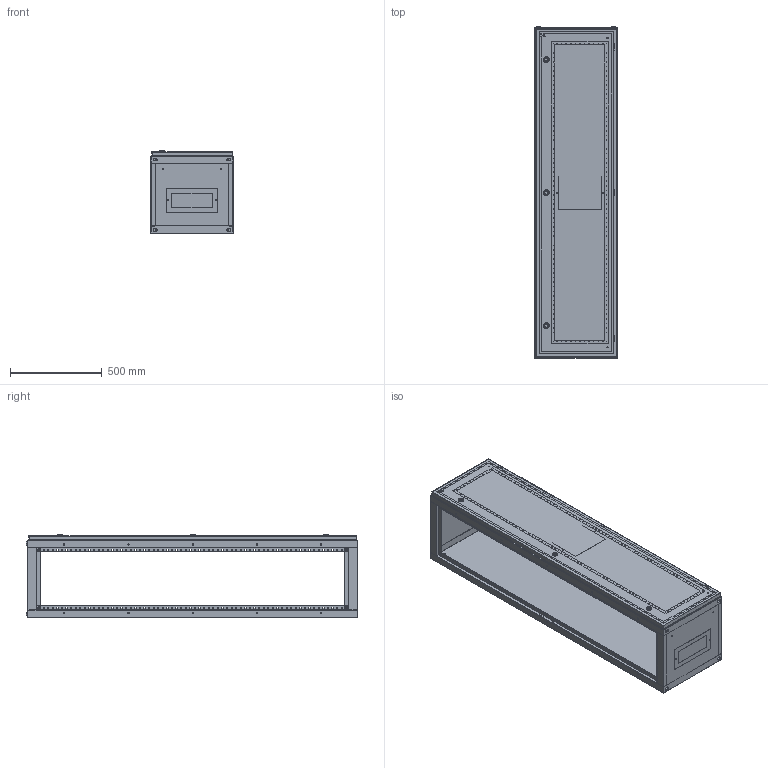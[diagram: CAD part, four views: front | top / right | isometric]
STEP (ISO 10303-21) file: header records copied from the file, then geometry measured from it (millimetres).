
FILE_DESCRIPTION (( 'STEP AP214' ), '1' );
FILE_NAME ('YKM50-1800-450-450-54 SMART Êîðïóñ ìåòàë. ñáîðíûé ÂÐÓ 1800õ450õ450 IP54 IEK.STEP', '2024-04-09T08:31:16', ( '' ), ( '' ), 'SwSTEP 2.0', 'SolidWorks 2022', '' );
FILE_SCHEMA (( 'AUTOMOTIVE_DESIGN' ));
Length unit declared in the file: millimetre
Products named in the file (3): Каркас ВРУ 1800х450х450 IP54; Дверь для ВРУ-1 1800х450 IP54; YKM50-1800-450-450-54 SMART Корпус метал. сборный ВРУ 1800х450х450 IP54 IEK
Assembly tree (2 placements, depth 2):
  YKM50-1800-450-450-54 SMART Корпус метал. сборный ВРУ 1800х450х450 IP54 IEK
    Каркас ВРУ 1800х450х450 IP54
    Дверь для ВРУ-1 1800х450 IP54
Bounding box: 450 x 1809.5 x 450.5 mm (x, y, z)
Volume: 5569112.8 mm3; surface area: 6279209.8 mm2
Topology: 36 solids, 40 shells, 3198 faces, 8222 edges, 5262 vertices
Faces by surface type: plane 2095, cylinder 754, cone 194, bspline 61, sphere 56, torus 38
Entity records: 100161 total; most frequent: CARTESIAN_POINT 20030, ORIENTED_EDGE 16316, DIRECTION 15639, EDGE_CURVE 8158, LINE 5849, VECTOR 5849, VERTEX_POINT 5262, AXIS2_PLACEMENT_3D 4895
